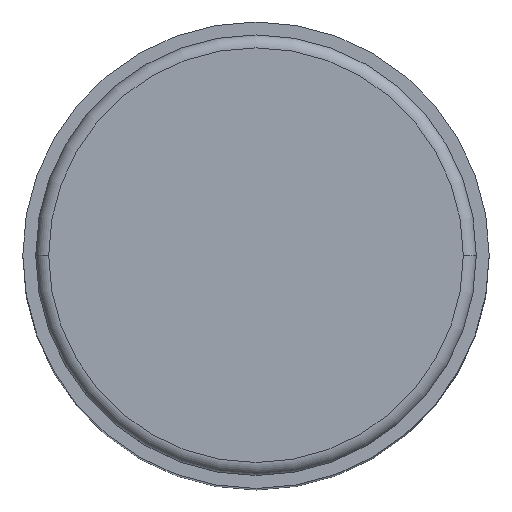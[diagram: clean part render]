
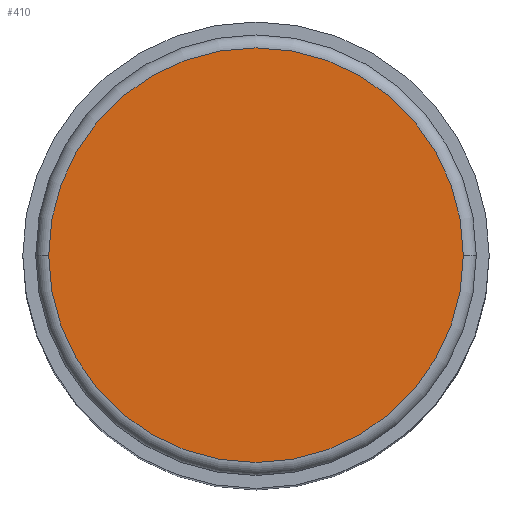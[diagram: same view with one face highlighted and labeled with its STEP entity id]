
A CAD part, top view. The second image highlights one B-rep face of the part: STEP entity #410.
In plain terms, the highlighted planar face has unit normal (0, 0, 1).
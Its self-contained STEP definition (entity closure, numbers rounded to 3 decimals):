
#56=CARTESIAN_POINT('',(0.,0.,0.));
#57=DIRECTION('',(0.,0.,1.));
#58=DIRECTION('',(1.,0.,0.));
#59=AXIS2_PLACEMENT_3D('',#56,#57,#58);
#65=CARTESIAN_POINT('',(0.,0.,0.));
#66=DIRECTION('',(0.,0.,1.));
#67=DIRECTION('',(-1.,0.,0.));
#68=AXIS2_PLACEMENT_3D('',#65,#66,#67);
#363=CARTESIAN_POINT('',(8.,0.,0.));
#364=CARTESIAN_POINT('',(-8.,0.,0.));
#365=VERTEX_POINT('',#363);
#366=VERTEX_POINT('',#364);
#399=CARTESIAN_POINT('',(0.,0.,0.));
#400=DIRECTION('',(0.,0.,1.));
#401=DIRECTION('',(1.,0.,0.));
#402=AXIS2_PLACEMENT_3D('',#399,#400,#401);
#403=PLANE('',#402);
#405=ORIENTED_EDGE('',*,*,#404,.F.);
#407=ORIENTED_EDGE('',*,*,#406,.F.);
#408=EDGE_LOOP('',(#405,#407));
#409=FACE_OUTER_BOUND('',#408,.F.);
#410=ADVANCED_FACE('',(#409),#403,.T.);
#60=CIRCLE('',#59,8.);
#69=CIRCLE('',#68,8.);
#404=EDGE_CURVE('',#365,#366,#60,.T.);
#406=EDGE_CURVE('',#366,#365,#69,.T.);
